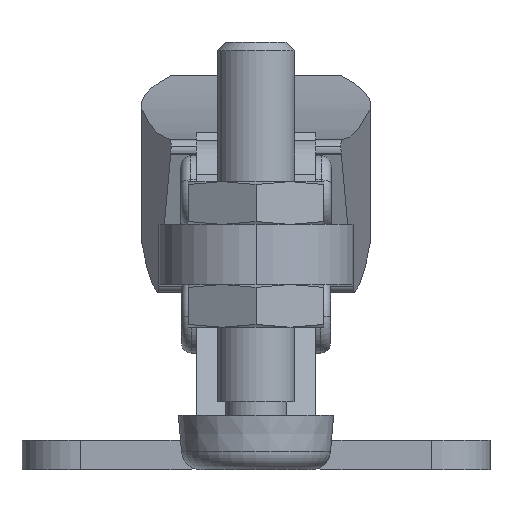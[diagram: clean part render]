
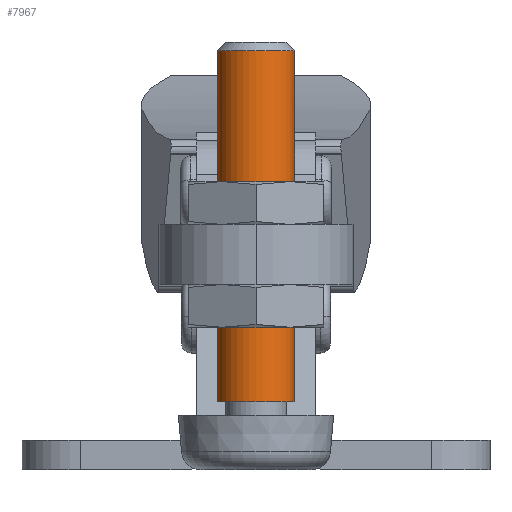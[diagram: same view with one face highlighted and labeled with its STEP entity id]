
A CAD part, left-side view. The second image highlights one B-rep face of the part: STEP entity #7967.
In plain terms, the highlighted cylindrical face has radius 2 mm (diameter 4 mm), a partial arc.
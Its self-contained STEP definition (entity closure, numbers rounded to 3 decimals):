
#7967 = ADVANCED_FACE('',(#7968),#8004,.T.);
#7968 = FACE_BOUND('',#7969,.T.);
#7969 = EDGE_LOOP('',(#7970,#7981,#7989,#7998));
#7970 = ORIENTED_EDGE('',*,*,#7971,.T.);
#7971 = EDGE_CURVE('',#7972,#7974,#7976,.T.);
#7972 = VERTEX_POINT('',#7973);
#7973 = CARTESIAN_POINT('',(-29.347,2.,
    3.5));
#7974 = VERTEX_POINT('',#7975);
#7975 = CARTESIAN_POINT('',(-29.347,-2.,
    3.5));
#7976 = CIRCLE('',#7977,2.);
#7977 = AXIS2_PLACEMENT_3D('',#7978,#7979,#7980);
#7978 = CARTESIAN_POINT('',(-29.347,0.,
    3.5));
#7979 = DIRECTION('',(0.,0.,1.));
#7980 = DIRECTION('',(0.,1.,0.));
#7981 = ORIENTED_EDGE('',*,*,#7982,.T.);
#7982 = EDGE_CURVE('',#7974,#7983,#7985,.T.);
#7983 = VERTEX_POINT('',#7984);
#7984 = CARTESIAN_POINT('',(-29.347,-2.,
    21.571));
#7985 = LINE('',#7986,#7987);
#7986 = CARTESIAN_POINT('',(-29.347,-2.,
    0.));
#7987 = VECTOR('',#7988,1.);
#7988 = DIRECTION('',(0.,0.,1.));
#7989 = ORIENTED_EDGE('',*,*,#7990,.F.);
#7990 = EDGE_CURVE('',#7991,#7983,#7993,.T.);
#7991 = VERTEX_POINT('',#7992);
#7992 = CARTESIAN_POINT('',(-29.347,2.,
    21.571));
#7993 = CIRCLE('',#7994,2.);
#7994 = AXIS2_PLACEMENT_3D('',#7995,#7996,#7997);
#7995 = CARTESIAN_POINT('',(-29.347,0.,
    21.571));
#7996 = DIRECTION('',(0.,0.,1.));
#7997 = DIRECTION('',(0.,1.,0.));
#7998 = ORIENTED_EDGE('',*,*,#7999,.F.);
#7999 = EDGE_CURVE('',#7972,#7991,#8000,.T.);
#8000 = LINE('',#8001,#8002);
#8001 = CARTESIAN_POINT('',(-29.347,2.,
    0.));
#8002 = VECTOR('',#8003,1.);
#8003 = DIRECTION('',(0.,0.,1.));
#8004 = CYLINDRICAL_SURFACE('',#8005,2.);
#8005 = AXIS2_PLACEMENT_3D('',#8006,#8007,#8008);
#8006 = CARTESIAN_POINT('',(-29.347,0.,
    0.));
#8007 = DIRECTION('',(0.,0.,1.));
#8008 = DIRECTION('',(0.,1.,0.));
